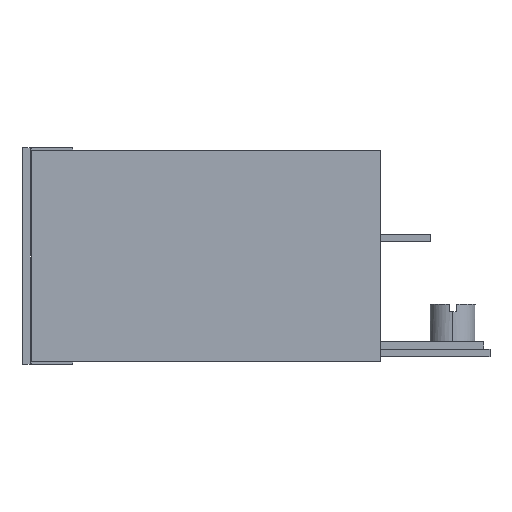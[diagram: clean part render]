
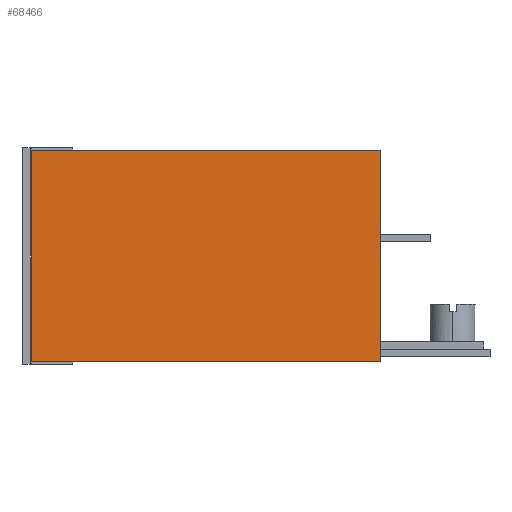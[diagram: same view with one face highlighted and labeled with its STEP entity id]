
A CAD part, left-side view. The second image highlights one B-rep face of the part: STEP entity #68466.
In plain terms, the highlighted planar face has unit normal (-1, 0, 0).
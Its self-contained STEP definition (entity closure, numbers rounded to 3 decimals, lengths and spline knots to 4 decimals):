
#2920 = CARTESIAN_POINT ( 'NONE',  ( -8.76, -2.8, 0.845 ) ) ;
#2965 = DIRECTION ( 'NONE',  ( 0., 0., -1. ) ) ;
#2967 = VECTOR ( 'NONE', #2965, 39.3701 ) ;
#2969 = CARTESIAN_POINT ( 'NONE',  ( -8.76, -2.8, 0.845 ) ) ;
#2970 = LINE ( 'NONE', #2969, #2967 ) ;
#3100 = CARTESIAN_POINT ( 'NONE',  ( -8.76, -2.8, -0.845 ) ) ;
#26935 = DIRECTION ( 'NONE',  ( 0., 1., 0. ) ) ;
#26936 = VECTOR ( 'NONE', #26935, 39.3701 ) ;
#26949 = CARTESIAN_POINT ( 'NONE',  ( -8.76, -2.8, 0.845 ) ) ;
#26951 = LINE ( 'NONE', #26949, #26936 ) ;
#58357 = VERTEX_POINT ( 'NONE', #2920 ) ;
#58362 = EDGE_CURVE ( 'NONE', #58357, #58434, #2970, .T. ) ;
#58434 = VERTEX_POINT ( 'NONE', #3100 ) ;
#67734 = ORIENTED_EDGE ( 'NONE', *, *, #68697, .T. ) ;
#67736 = EDGE_CURVE ( 'NONE', #58434, #68689, #118612, .T. ) ;
#68374 = ORIENTED_EDGE ( 'NONE', *, *, #101200, .T. ) ;
#68466 = ADVANCED_FACE ( 'NONE', ( #118940 ), #118950, .F. ) ;
#68656 = ORIENTED_EDGE ( 'NONE', *, *, #58362, .F. ) ;
#68689 = VERTEX_POINT ( 'NONE', #119126 ) ;
#68697 = EDGE_CURVE ( 'NONE', #70069, #68689, #119107, .T. ) ;
#70069 = VERTEX_POINT ( 'NONE', #119989 ) ;
#71727 = ORIENTED_EDGE ( 'NONE', *, *, #67736, .F. ) ;
#101200 = EDGE_CURVE ( 'NONE', #58357, #70069, #26951, .T. ) ;
#103061 = EDGE_LOOP ( 'NONE', ( #68374, #67734, #71727, #68656 ) ) ;
#118612 = LINE ( 'NONE', #118667, #118663 ) ;
#118662 = DIRECTION ( 'NONE',  ( 0., 1., 0. ) ) ;
#118663 = VECTOR ( 'NONE', #118662, 39.3701 ) ;
#118667 = CARTESIAN_POINT ( 'NONE',  ( -8.76, -2.8, -0.845 ) ) ;
#118938 = AXIS2_PLACEMENT_3D ( 'NONE', #118941, #118996, #118995 ) ;
#118940 = FACE_OUTER_BOUND ( 'NONE', #103061, .T. ) ;
#118941 = CARTESIAN_POINT ( 'NONE',  ( -8.76, -2.8, 0.845 ) ) ;
#118950 = PLANE ( 'NONE',  #118938 ) ;
#118995 = DIRECTION ( 'NONE',  ( 0., 0., -1. ) ) ;
#118996 = DIRECTION ( 'NONE',  ( 1., 0., 0. ) ) ;
#119104 = DIRECTION ( 'NONE',  ( 0., 0., -1. ) ) ;
#119105 = VECTOR ( 'NONE', #119104, 39.3701 ) ;
#119106 = CARTESIAN_POINT ( 'NONE',  ( -8.76, -0.01, -0.845 ) ) ;
#119107 = LINE ( 'NONE', #119106, #119105 ) ;
#119126 = CARTESIAN_POINT ( 'NONE',  ( -8.76, -0.01, -0.845 ) ) ;
#119989 = CARTESIAN_POINT ( 'NONE',  ( -8.76, -0.01, 0.845 ) ) ;
